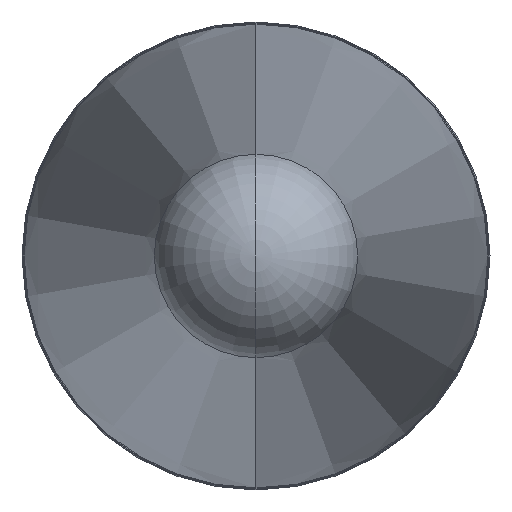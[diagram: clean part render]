
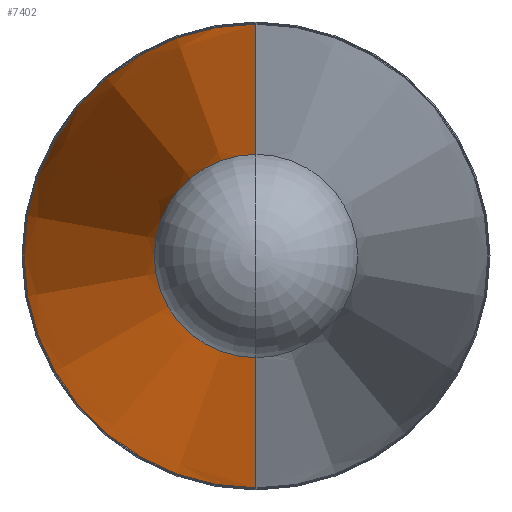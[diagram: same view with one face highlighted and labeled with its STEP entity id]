
A CAD part, left-side view. The second image highlights one B-rep face of the part: STEP entity #7402.
In plain terms, the highlighted conical face has half-angle 2.488 degrees and reference radius 6.744 mm.
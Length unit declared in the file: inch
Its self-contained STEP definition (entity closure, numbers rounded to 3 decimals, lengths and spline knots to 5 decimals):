
#6 = CARTESIAN_POINT ( 'NONE',  ( 3.54021, 0., -0.2655 ) ) ;
#133 = CARTESIAN_POINT ( 'NONE',  ( 3.51852, 0., 0.26456 ) ) ;
#388 = EDGE_CURVE ( 'NONE', #5590, #7237, #5382, .T. ) ;
#695 = VERTEX_POINT ( 'NONE', #2425 ) ;
#727 = CONICAL_SURFACE ( 'NONE', #5618, 0.2655, 0.043 ) ;
#743 = CARTESIAN_POINT ( 'NONE',  ( 0.09907, 0., 0. ) ) ;
#923 = DIRECTION ( 'NONE',  ( 1., 0., 0. ) ) ;
#1559 = VERTEX_POINT ( 'NONE', #133 ) ;
#1704 = ORIENTED_EDGE ( 'NONE', *, *, #10007, .T. ) ;
#1972 = CARTESIAN_POINT ( 'NONE',  ( 3.54021, 0., 0.2655 ) ) ;
#2300 = CARTESIAN_POINT ( 'NONE',  ( 0.09907, 0., -0.11598 ) ) ;
#2425 = CARTESIAN_POINT ( 'NONE',  ( 3.51852, 0., -0.26456 ) ) ;
#2431 = CIRCLE ( 'NONE', #7491, 0.26456 ) ;
#2507 = EDGE_CURVE ( 'NONE', #5590, #1559, #8545, .T. ) ;
#2571 = LINE ( 'NONE', #6, #4045 ) ;
#3469 = DIRECTION ( 'NONE',  ( -1., 0., 0. ) ) ;
#3815 = AXIS2_PLACEMENT_3D ( 'NONE', #743, #3469, #6814 ) ;
#3955 = CARTESIAN_POINT ( 'NONE',  ( 3.51852, 0., 0. ) ) ;
#4045 = VECTOR ( 'NONE', #10792, 39.37008 ) ;
#4271 = DIRECTION ( 'NONE',  ( 0., 0., -1. ) ) ;
#4341 = DIRECTION ( 'NONE',  ( 0.999, 0., 0.043 ) ) ;
#4606 = EDGE_LOOP ( 'NONE', ( #6060, #4756, #1704, #6474 ) ) ;
#4756 = ORIENTED_EDGE ( 'NONE', *, *, #2507, .T. ) ;
#4866 = CARTESIAN_POINT ( 'NONE',  ( 0.09907, 0., 0.11598 ) ) ;
#5382 = CIRCLE ( 'NONE', #3815, 0.11598 ) ;
#5590 = VERTEX_POINT ( 'NONE', #4866 ) ;
#5618 = AXIS2_PLACEMENT_3D ( 'NONE', #6614, #923, #4271 ) ;
#5740 = FACE_OUTER_BOUND ( 'NONE', #4606, .T. ) ;
#6060 = ORIENTED_EDGE ( 'NONE', *, *, #388, .F. ) ;
#6380 = VECTOR ( 'NONE', #4341, 39.37008 ) ;
#6474 = ORIENTED_EDGE ( 'NONE', *, *, #6983, .F. ) ;
#6614 = CARTESIAN_POINT ( 'NONE',  ( 3.54021, 0., 0. ) ) ;
#6814 = DIRECTION ( 'NONE',  ( 0., 0., 1. ) ) ;
#6983 = EDGE_CURVE ( 'NONE', #7237, #695, #2571, .T. ) ;
#7067 = DIRECTION ( 'NONE',  ( -1., 0., 0. ) ) ;
#7237 = VERTEX_POINT ( 'NONE', #2300 ) ;
#7402 = ADVANCED_FACE ( 'NONE', ( #5740 ), #727, .T. ) ;
#7491 = AXIS2_PLACEMENT_3D ( 'NONE', #3955, #7067, #10455 ) ;
#8545 = LINE ( 'NONE', #1972, #6380 ) ;
#10007 = EDGE_CURVE ( 'NONE', #1559, #695, #2431, .T. ) ;
#10455 = DIRECTION ( 'NONE',  ( 0., 0., 1. ) ) ;
#10792 = DIRECTION ( 'NONE',  ( 0.999, 0., -0.043 ) ) ;
